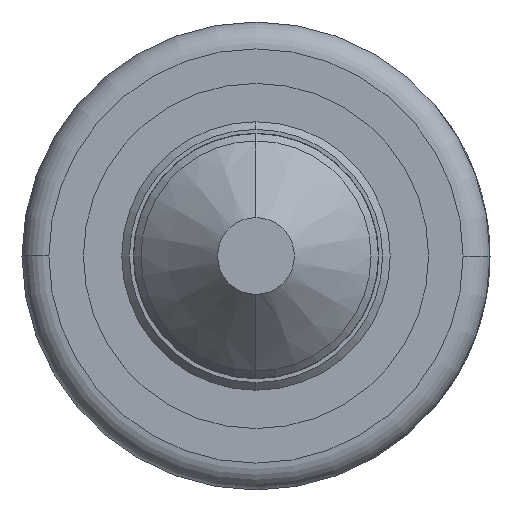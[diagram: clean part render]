
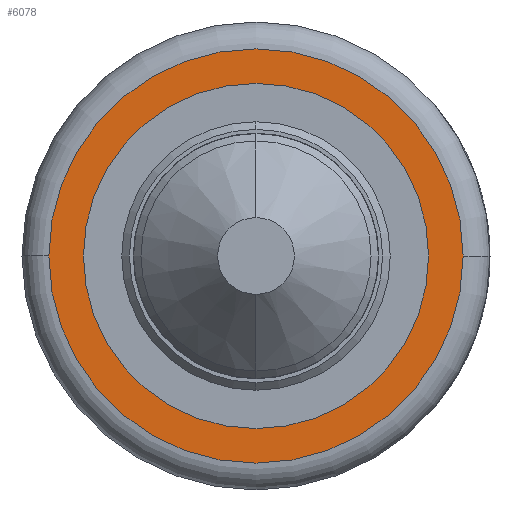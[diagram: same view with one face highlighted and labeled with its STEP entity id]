
A CAD part, left-side view. The second image highlights one B-rep face of the part: STEP entity #6078.
In plain terms, the highlighted face is planar.
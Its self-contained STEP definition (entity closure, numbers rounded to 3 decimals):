
#496 = CARTESIAN_POINT ( 'NONE',  ( 0., 13.9, 0. ) ) ;
#1148 = ORIENTED_EDGE ( 'NONE', *, *, #14685, .T. ) ;
#2659 = VERTEX_POINT ( 'NONE', #4573 ) ;
#2903 = CARTESIAN_POINT ( 'NONE',  ( 0., 13.9, 0. ) ) ;
#3711 = CARTESIAN_POINT ( 'NONE',  ( 0., 13.9, -2.7 ) ) ;
#4573 = CARTESIAN_POINT ( 'NONE',  ( 0., 13.9, 2.7 ) ) ;
#6078 = ADVANCED_FACE ( 'NONE', ( #11568 ), #13342, .T. ) ;
#6392 = VERTEX_POINT ( 'NONE', #3711 ) ;
#8671 = DIRECTION ( 'NONE',  ( 0., 1., 0. ) ) ;
#8884 = CIRCLE ( 'NONE', #13685, 2.7 ) ;
#9906 = EDGE_CURVE ( 'NONE', #2659, #6392, #8884, .T. ) ;
#9957 = DIRECTION ( 'NONE',  ( 0., 0., 1. ) ) ;
#10174 = DIRECTION ( 'NONE',  ( 0., 0., 1. ) ) ;
#11265 = ORIENTED_EDGE ( 'NONE', *, *, #9906, .T. ) ;
#11542 = DIRECTION ( 'NONE',  ( 0., 0., 1. ) ) ;
#11568 = FACE_OUTER_BOUND ( 'NONE', #13804, .T. ) ;
#12629 = CARTESIAN_POINT ( 'NONE',  ( 0., 13.9, 0. ) ) ;
#13342 = PLANE ( 'NONE',  #14416 ) ;
#13499 = DIRECTION ( 'NONE',  ( 0., 1., 0. ) ) ;
#13685 = AXIS2_PLACEMENT_3D ( 'NONE', #2903, #8671, #9957 ) ;
#13804 = EDGE_LOOP ( 'NONE', ( #11265, #1148 ) ) ;
#13827 = DIRECTION ( 'NONE',  ( 0., 1., 0. ) ) ;
#13965 = AXIS2_PLACEMENT_3D ( 'NONE', #12629, #13827, #11542 ) ;
#14248 = CIRCLE ( 'NONE', #13965, 2.7 ) ;
#14416 = AXIS2_PLACEMENT_3D ( 'NONE', #496, #13499, #10174 ) ;
#14685 = EDGE_CURVE ( 'NONE', #6392, #2659, #14248, .T. ) ;
